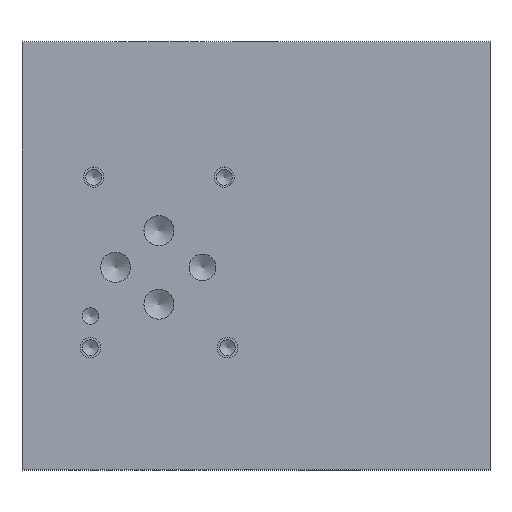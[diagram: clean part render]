
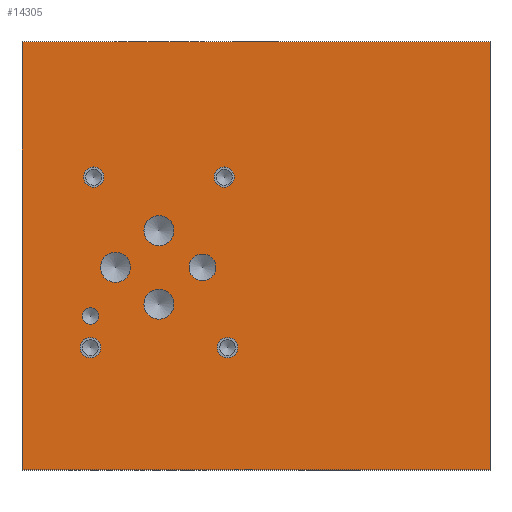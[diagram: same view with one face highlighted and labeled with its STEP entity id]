
A CAD part, top view. The second image highlights one B-rep face of the part: STEP entity #14305.
In plain terms, the highlighted planar face has unit normal (0, 0, 1).
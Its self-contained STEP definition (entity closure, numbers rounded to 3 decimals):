
#172=CIRCLE('',#14719,3.175);
#173=CIRCLE('',#14720,3.175);
#176=CIRCLE('',#14725,3.569);
#177=CIRCLE('',#14726,3.569);
#180=CIRCLE('',#14731,3.569);
#181=CIRCLE('',#14732,3.569);
#184=CIRCLE('',#14737,3.569);
#185=CIRCLE('',#14738,3.569);
#188=CIRCLE('',#14743,1.981);
#189=CIRCLE('',#14744,1.981);
#195=CIRCLE('',#14753,2.413);
#196=CIRCLE('',#14754,2.413);
#202=CIRCLE('',#14764,2.413);
#203=CIRCLE('',#14765,2.413);
#209=CIRCLE('',#14775,2.413);
#210=CIRCLE('',#14776,2.413);
#216=CIRCLE('',#14786,2.413);
#217=CIRCLE('',#14787,2.413);
#514=FACE_BOUND('',#2493,.T.);
#515=FACE_BOUND('',#2494,.T.);
#516=FACE_BOUND('',#2495,.T.);
#517=FACE_BOUND('',#2496,.T.);
#518=FACE_BOUND('',#2497,.T.);
#519=FACE_BOUND('',#2498,.T.);
#520=FACE_BOUND('',#2499,.T.);
#521=FACE_BOUND('',#2500,.T.);
#522=FACE_BOUND('',#2501,.T.);
#921=PLANE('',#15122);
#1658=FACE_OUTER_BOUND('',#2492,.T.);
#2492=EDGE_LOOP('',(#12773,#12774,#12775,#12776));
#2493=EDGE_LOOP('',(#12777,#12778));
#2494=EDGE_LOOP('',(#12779,#12780));
#2495=EDGE_LOOP('',(#12781,#12782));
#2496=EDGE_LOOP('',(#12783,#12784));
#2497=EDGE_LOOP('',(#12785,#12786));
#2498=EDGE_LOOP('',(#12787,#12788));
#2499=EDGE_LOOP('',(#12789,#12790));
#2500=EDGE_LOOP('',(#12791,#12792));
#2501=EDGE_LOOP('',(#12793,#12794));
#2537=LINE('',#18226,#3822);
#2875=LINE('',#20638,#4160);
#3444=LINE('',#22677,#4729);
#3661=LINE('',#24026,#4946);
#3822=VECTOR('',#15180,10.);
#4160=VECTOR('',#15706,10.);
#4729=VECTOR('',#16705,10.);
#4946=VECTOR('',#17068,10.);
#5529=VERTEX_POINT('',#18223);
#5530=VERTEX_POINT('',#18225);
#5894=VERTEX_POINT('',#20637);
#6389=VERTEX_POINT('',#22676);
#6582=VERTEX_POINT('',#24039);
#6583=VERTEX_POINT('',#24040);
#6587=VERTEX_POINT('',#24052);
#6588=VERTEX_POINT('',#24053);
#6592=VERTEX_POINT('',#24065);
#6593=VERTEX_POINT('',#24066);
#6597=VERTEX_POINT('',#24078);
#6598=VERTEX_POINT('',#24079);
#6602=VERTEX_POINT('',#24091);
#6603=VERTEX_POINT('',#24092);
#6610=VERTEX_POINT('',#24111);
#6611=VERTEX_POINT('',#24112);
#6618=VERTEX_POINT('',#24133);
#6619=VERTEX_POINT('',#24134);
#6626=VERTEX_POINT('',#24155);
#6627=VERTEX_POINT('',#24156);
#6634=VERTEX_POINT('',#24177);
#6635=VERTEX_POINT('',#24178);
#6900=EDGE_CURVE('',#5530,#5529,#2537,.T.);
#7444=EDGE_CURVE('',#5894,#5530,#2875,.T.);
#8147=EDGE_CURVE('',#6389,#5894,#3444,.T.);
#8458=EDGE_CURVE('',#5529,#6389,#3661,.T.);
#8464=EDGE_CURVE('',#6582,#6583,#172,.T.);
#8465=EDGE_CURVE('',#6583,#6582,#173,.T.);
#8470=EDGE_CURVE('',#6587,#6588,#176,.T.);
#8471=EDGE_CURVE('',#6588,#6587,#177,.T.);
#8476=EDGE_CURVE('',#6592,#6593,#180,.T.);
#8477=EDGE_CURVE('',#6593,#6592,#181,.T.);
#8482=EDGE_CURVE('',#6597,#6598,#184,.T.);
#8483=EDGE_CURVE('',#6598,#6597,#185,.T.);
#8488=EDGE_CURVE('',#6602,#6603,#188,.T.);
#8489=EDGE_CURVE('',#6603,#6602,#189,.T.);
#8497=EDGE_CURVE('',#6610,#6611,#195,.T.);
#8498=EDGE_CURVE('',#6611,#6610,#196,.T.);
#8507=EDGE_CURVE('',#6618,#6619,#202,.T.);
#8508=EDGE_CURVE('',#6619,#6618,#203,.T.);
#8517=EDGE_CURVE('',#6626,#6627,#209,.T.);
#8518=EDGE_CURVE('',#6627,#6626,#210,.T.);
#8527=EDGE_CURVE('',#6634,#6635,#216,.T.);
#8528=EDGE_CURVE('',#6635,#6634,#217,.T.);
#12773=ORIENTED_EDGE('',*,*,#7444,.T.);
#12774=ORIENTED_EDGE('',*,*,#6900,.T.);
#12775=ORIENTED_EDGE('',*,*,#8458,.T.);
#12776=ORIENTED_EDGE('',*,*,#8147,.T.);
#12777=ORIENTED_EDGE('',*,*,#8464,.T.);
#12778=ORIENTED_EDGE('',*,*,#8465,.T.);
#12779=ORIENTED_EDGE('',*,*,#8470,.T.);
#12780=ORIENTED_EDGE('',*,*,#8471,.T.);
#12781=ORIENTED_EDGE('',*,*,#8476,.T.);
#12782=ORIENTED_EDGE('',*,*,#8477,.T.);
#12783=ORIENTED_EDGE('',*,*,#8482,.T.);
#12784=ORIENTED_EDGE('',*,*,#8483,.T.);
#12785=ORIENTED_EDGE('',*,*,#8488,.T.);
#12786=ORIENTED_EDGE('',*,*,#8489,.T.);
#12787=ORIENTED_EDGE('',*,*,#8497,.T.);
#12788=ORIENTED_EDGE('',*,*,#8498,.T.);
#12789=ORIENTED_EDGE('',*,*,#8507,.T.);
#12790=ORIENTED_EDGE('',*,*,#8508,.T.);
#12791=ORIENTED_EDGE('',*,*,#8517,.T.);
#12792=ORIENTED_EDGE('',*,*,#8518,.T.);
#12793=ORIENTED_EDGE('',*,*,#8527,.T.);
#12794=ORIENTED_EDGE('',*,*,#8528,.T.);
#14305=ADVANCED_FACE('',(#1658,#514,#515,#516,#517,#518,#519,#520,#521,
#522),#921,.T.);
#14719=AXIS2_PLACEMENT_3D('',#24041,#17082,#17083);
#14720=AXIS2_PLACEMENT_3D('',#24042,#17084,#17085);
#14725=AXIS2_PLACEMENT_3D('',#24054,#17096,#17097);
#14726=AXIS2_PLACEMENT_3D('',#24055,#17098,#17099);
#14731=AXIS2_PLACEMENT_3D('',#24067,#17110,#17111);
#14732=AXIS2_PLACEMENT_3D('',#24068,#17112,#17113);
#14737=AXIS2_PLACEMENT_3D('',#24080,#17124,#17125);
#14738=AXIS2_PLACEMENT_3D('',#24081,#17126,#17127);
#14743=AXIS2_PLACEMENT_3D('',#24093,#17138,#17139);
#14744=AXIS2_PLACEMENT_3D('',#24094,#17140,#17141);
#14753=AXIS2_PLACEMENT_3D('',#24113,#17160,#17161);
#14754=AXIS2_PLACEMENT_3D('',#24114,#17162,#17163);
#14764=AXIS2_PLACEMENT_3D('',#24135,#17185,#17186);
#14765=AXIS2_PLACEMENT_3D('',#24136,#17187,#17188);
#14775=AXIS2_PLACEMENT_3D('',#24157,#17210,#17211);
#14776=AXIS2_PLACEMENT_3D('',#24158,#17212,#17213);
#14786=AXIS2_PLACEMENT_3D('',#24179,#17235,#17236);
#14787=AXIS2_PLACEMENT_3D('',#24180,#17237,#17238);
#15122=AXIS2_PLACEMENT_3D('',#24835,#18013,#18014);
#15180=DIRECTION('',(0.,1.,0.));
#15706=DIRECTION('',(1.,0.,0.));
#16705=DIRECTION('',(0.,-1.,0.));
#17068=DIRECTION('',(-1.,0.,0.));
#17082=DIRECTION('center_axis',(0.,0.,-1.));
#17083=DIRECTION('ref_axis',(1.,0.,0.));
#17084=DIRECTION('center_axis',(0.,0.,-1.));
#17085=DIRECTION('ref_axis',(1.,0.,0.));
#17096=DIRECTION('center_axis',(0.,0.,-1.));
#17097=DIRECTION('ref_axis',(1.,0.,0.));
#17098=DIRECTION('center_axis',(0.,0.,-1.));
#17099=DIRECTION('ref_axis',(1.,0.,0.));
#17110=DIRECTION('center_axis',(0.,0.,-1.));
#17111=DIRECTION('ref_axis',(1.,0.,0.));
#17112=DIRECTION('center_axis',(0.,0.,-1.));
#17113=DIRECTION('ref_axis',(1.,0.,0.));
#17124=DIRECTION('center_axis',(0.,0.,-1.));
#17125=DIRECTION('ref_axis',(1.,0.,0.));
#17126=DIRECTION('center_axis',(0.,0.,-1.));
#17127=DIRECTION('ref_axis',(1.,0.,0.));
#17138=DIRECTION('center_axis',(0.,0.,-1.));
#17139=DIRECTION('ref_axis',(1.,0.,0.));
#17140=DIRECTION('center_axis',(0.,0.,-1.));
#17141=DIRECTION('ref_axis',(1.,0.,0.));
#17160=DIRECTION('center_axis',(0.,0.,-1.));
#17161=DIRECTION('ref_axis',(1.,0.,0.));
#17162=DIRECTION('center_axis',(0.,0.,-1.));
#17163=DIRECTION('ref_axis',(1.,0.,0.));
#17185=DIRECTION('center_axis',(0.,0.,-1.));
#17186=DIRECTION('ref_axis',(1.,0.,0.));
#17187=DIRECTION('center_axis',(0.,0.,-1.));
#17188=DIRECTION('ref_axis',(1.,0.,0.));
#17210=DIRECTION('center_axis',(0.,0.,-1.));
#17211=DIRECTION('ref_axis',(1.,0.,0.));
#17212=DIRECTION('center_axis',(0.,0.,-1.));
#17213=DIRECTION('ref_axis',(1.,0.,0.));
#17235=DIRECTION('center_axis',(0.,0.,-1.));
#17236=DIRECTION('ref_axis',(1.,0.,0.));
#17237=DIRECTION('center_axis',(0.,0.,-1.));
#17238=DIRECTION('ref_axis',(1.,0.,0.));
#18013=DIRECTION('center_axis',(0.,0.,1.));
#18014=DIRECTION('ref_axis',(1.,0.,0.));
#18223=CARTESIAN_POINT('',(111.125,101.6,76.2));
#18225=CARTESIAN_POINT('',(111.125,0.,76.2));
#18226=CARTESIAN_POINT('',(111.125,0.,76.2));
#20637=CARTESIAN_POINT('',(0.,0.,76.2));
#20638=CARTESIAN_POINT('',(0.,0.,76.2));
#22676=CARTESIAN_POINT('',(0.,101.6,76.2));
#22677=CARTESIAN_POINT('',(0.,101.6,76.2));
#24026=CARTESIAN_POINT('',(111.125,101.6,76.2));
#24039=CARTESIAN_POINT('',(46.025,48.031,76.2));
#24040=CARTESIAN_POINT('',(39.675,48.031,76.2));
#24041=CARTESIAN_POINT('Origin',(42.85,48.031,76.2));
#24042=CARTESIAN_POINT('Origin',(42.85,48.031,76.2));
#24052=CARTESIAN_POINT('',(36.081,56.769,76.2));
#24053=CARTESIAN_POINT('',(28.943,56.769,76.2));
#24054=CARTESIAN_POINT('Origin',(32.512,56.769,76.2));
#24055=CARTESIAN_POINT('Origin',(32.512,56.769,76.2));
#24065=CARTESIAN_POINT('',(25.768,48.031,76.2));
#24066=CARTESIAN_POINT('',(18.631,48.031,76.2));
#24067=CARTESIAN_POINT('Origin',(22.2,48.031,76.2));
#24068=CARTESIAN_POINT('Origin',(22.2,48.031,76.2));
#24078=CARTESIAN_POINT('',(36.081,39.294,76.2));
#24079=CARTESIAN_POINT('',(28.943,39.294,76.2));
#24080=CARTESIAN_POINT('Origin',(32.512,39.294,76.2));
#24081=CARTESIAN_POINT('Origin',(32.512,39.294,76.2));
#24091=CARTESIAN_POINT('',(18.237,36.474,76.2));
#24092=CARTESIAN_POINT('',(14.275,36.474,76.2));
#24093=CARTESIAN_POINT('Origin',(16.256,36.474,76.2));
#24094=CARTESIAN_POINT('Origin',(16.256,36.474,76.2));
#24111=CARTESIAN_POINT('',(51.206,28.981,76.2));
#24112=CARTESIAN_POINT('',(46.38,28.981,76.2));
#24113=CARTESIAN_POINT('Origin',(48.793,28.981,76.2));
#24114=CARTESIAN_POINT('Origin',(48.793,28.981,76.2));
#24133=CARTESIAN_POINT('',(19.456,69.469,76.2));
#24134=CARTESIAN_POINT('',(14.63,69.469,76.2));
#24135=CARTESIAN_POINT('Origin',(17.043,69.469,76.2));
#24136=CARTESIAN_POINT('Origin',(17.043,69.469,76.2));
#24155=CARTESIAN_POINT('',(50.419,69.469,76.2));
#24156=CARTESIAN_POINT('',(45.593,69.469,76.2));
#24157=CARTESIAN_POINT('Origin',(48.006,69.469,76.2));
#24158=CARTESIAN_POINT('Origin',(48.006,69.469,76.2));
#24177=CARTESIAN_POINT('',(18.669,28.981,76.2));
#24178=CARTESIAN_POINT('',(13.843,28.981,76.2));
#24179=CARTESIAN_POINT('Origin',(16.256,28.981,76.2));
#24180=CARTESIAN_POINT('Origin',(16.256,28.981,76.2));
#24835=CARTESIAN_POINT('Origin',(55.563,50.8,76.2));
